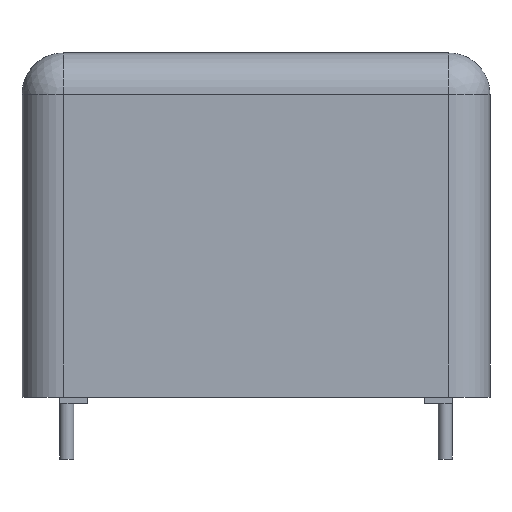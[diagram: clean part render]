
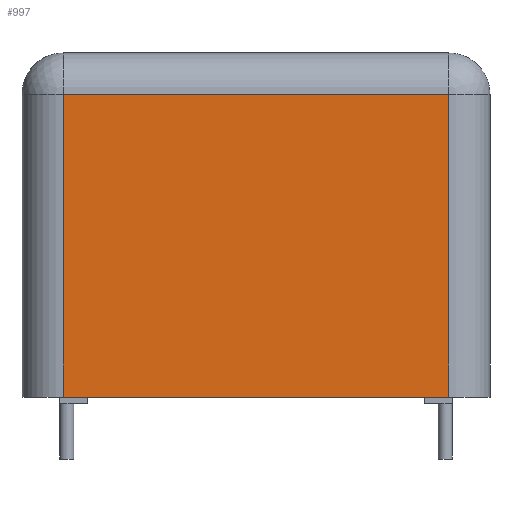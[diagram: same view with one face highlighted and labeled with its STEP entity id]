
A CAD part, front view. The second image highlights one B-rep face of the part: STEP entity #997.
In plain terms, the highlighted planar face has unit normal (0, -1, 0).
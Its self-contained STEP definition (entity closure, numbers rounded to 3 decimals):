
#119=FACE_OUTER_BOUND($,#186,.T.);
#186=EDGE_LOOP($,(#775,#776,#777,#778));
#275=LINE($,#1586,#375);
#279=LINE($,#1606,#379);
#281=LINE($,#1612,#381);
#282=LINE($,#1613,#382);
#375=VECTOR($,#1269,28.);
#379=VECTOR($,#1299,22.);
#381=VECTOR($,#1305,22.);
#382=VECTOR($,#1306,28.);
#463=VERTEX_POINT($,#1583);
#464=VERTEX_POINT($,#1585);
#467=VERTEX_POINT($,#1605);
#469=VERTEX_POINT($,#1611);
#568=EDGE_CURVE($,#463,#464,#275,.T.);
#579=EDGE_CURVE($,#464,#467,#279,.T.);
#582=EDGE_CURVE($,#469,#463,#281,.T.);
#583=EDGE_CURVE($,#469,#467,#282,.T.);
#775=ORIENTED_EDGE($,*,*,#568,.F.);
#776=ORIENTED_EDGE($,*,*,#582,.F.);
#777=ORIENTED_EDGE($,*,*,#583,.T.);
#778=ORIENTED_EDGE($,*,*,#579,.F.);
#943=PLANE($,#1094);
#997=ADVANCED_FACE($,(#119),#943,.T.);
#1094=AXIS2_PLACEMENT_3D($,#1610,#1303,#1304);
#1269=DIRECTION($,(1.,0.,0.));
#1299=DIRECTION($,(0.,0.,-1.));
#1303=DIRECTION('center_axis',(0.,-1.,0.));
#1304=DIRECTION('ref_axis',(0.,0.,-1.));
#1305=DIRECTION($,(0.,0.,1.));
#1306=DIRECTION($,(1.,0.,0.));
#1583=CARTESIAN_POINT('',(-14.,-8.5,22.5));
#1585=CARTESIAN_POINT('',(14.,-8.5,22.5));
#1586=CARTESIAN_POINT($,(0.,-8.5,22.5));
#1605=CARTESIAN_POINT('',(14.,-8.5,0.5));
#1606=CARTESIAN_POINT($,(14.,-8.5,19.75));
#1610=CARTESIAN_POINT('Origin',(0.,-8.5,19.75));
#1611=CARTESIAN_POINT('',(-14.,-8.5,0.5));
#1612=CARTESIAN_POINT($,(-14.,-8.5,19.75));
#1613=CARTESIAN_POINT($,(0.,-8.5,0.5));
